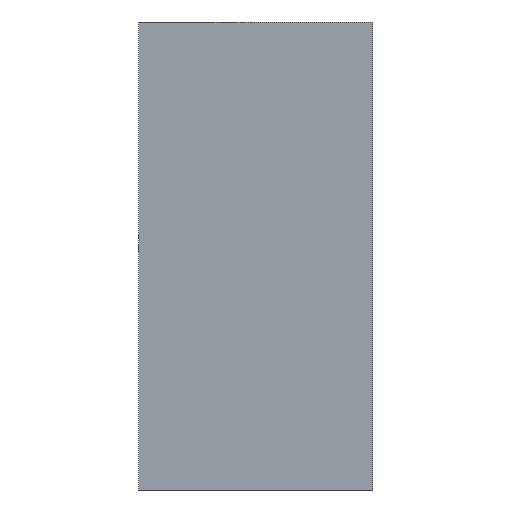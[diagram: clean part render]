
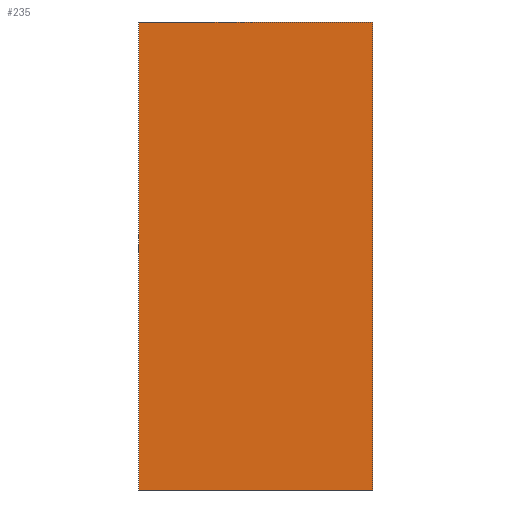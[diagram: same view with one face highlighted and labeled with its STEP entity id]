
A CAD part, left-side view. The second image highlights one B-rep face of the part: STEP entity #235.
In plain terms, the highlighted planar face has unit normal (-1, 0, 0).
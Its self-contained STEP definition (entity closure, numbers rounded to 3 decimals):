
#1 = CARTESIAN_POINT ( 'NONE',  ( 0., 0., 0. ) ) ;
#4 = LINE ( 'NONE', #1, #215 ) ;
#6 = DIRECTION ( 'NONE',  ( 1., 0., 0. ) ) ;
#39 = VERTEX_POINT ( 'NONE', #248 ) ;
#40 = CARTESIAN_POINT ( 'NONE',  ( 0., 10., -30. ) ) ;
#53 = VECTOR ( 'NONE', #75, 1000. ) ;
#54 = DIRECTION ( 'NONE',  ( 0., 0., -1. ) ) ;
#60 = DIRECTION ( 'NONE',  ( 0., -1., 0. ) ) ;
#62 = EDGE_CURVE ( 'NONE', #287, #113, #4, .T. ) ;
#75 = DIRECTION ( 'NONE',  ( 0., -1., 0. ) ) ;
#78 = CARTESIAN_POINT ( 'NONE',  ( 0., 15., -30. ) ) ;
#90 = VERTEX_POINT ( 'NONE', #78 ) ;
#92 = ORIENTED_EDGE ( 'NONE', *, *, #62, .T. ) ;
#100 = EDGE_CURVE ( 'NONE', #39, #113, #144, .T. ) ;
#112 = LINE ( 'NONE', #40, #281 ) ;
#113 = VERTEX_POINT ( 'NONE', #298 ) ;
#128 = CARTESIAN_POINT ( 'NONE',  ( 0., 0., -30. ) ) ;
#130 = CARTESIAN_POINT ( 'NONE',  ( 0., 10., 0. ) ) ;
#144 = LINE ( 'NONE', #245, #53 ) ;
#154 = FACE_OUTER_BOUND ( 'NONE', #185, .T. ) ;
#161 = ORIENTED_EDGE ( 'NONE', *, *, #302, .T. ) ;
#178 = LINE ( 'NONE', #277, #238 ) ;
#184 = ORIENTED_EDGE ( 'NONE', *, *, #100, .F. ) ;
#185 = EDGE_LOOP ( 'NONE', ( #92, #184, #313, #161 ) ) ;
#215 = VECTOR ( 'NONE', #217, 1000. ) ;
#217 = DIRECTION ( 'NONE',  ( 0., 0., 1. ) ) ;
#230 = AXIS2_PLACEMENT_3D ( 'NONE', #130, #6, #54 ) ;
#235 = ADVANCED_FACE ( 'NONE', ( #154 ), #255, .F. ) ;
#238 = VECTOR ( 'NONE', #280, 1000. ) ;
#245 = CARTESIAN_POINT ( 'NONE',  ( 0., 10., 0. ) ) ;
#248 = CARTESIAN_POINT ( 'NONE',  ( 0., 15., 0. ) ) ;
#255 = PLANE ( 'NONE',  #230 ) ;
#272 = EDGE_CURVE ( 'NONE', #90, #39, #178, .T. ) ;
#277 = CARTESIAN_POINT ( 'NONE',  ( 0., 15., -30. ) ) ;
#280 = DIRECTION ( 'NONE',  ( 0., 0., 1. ) ) ;
#281 = VECTOR ( 'NONE', #60, 1000. ) ;
#287 = VERTEX_POINT ( 'NONE', #128 ) ;
#298 = CARTESIAN_POINT ( 'NONE',  ( 0., 0., 0. ) ) ;
#302 = EDGE_CURVE ( 'NONE', #90, #287, #112, .T. ) ;
#313 = ORIENTED_EDGE ( 'NONE', *, *, #272, .F. ) ;
